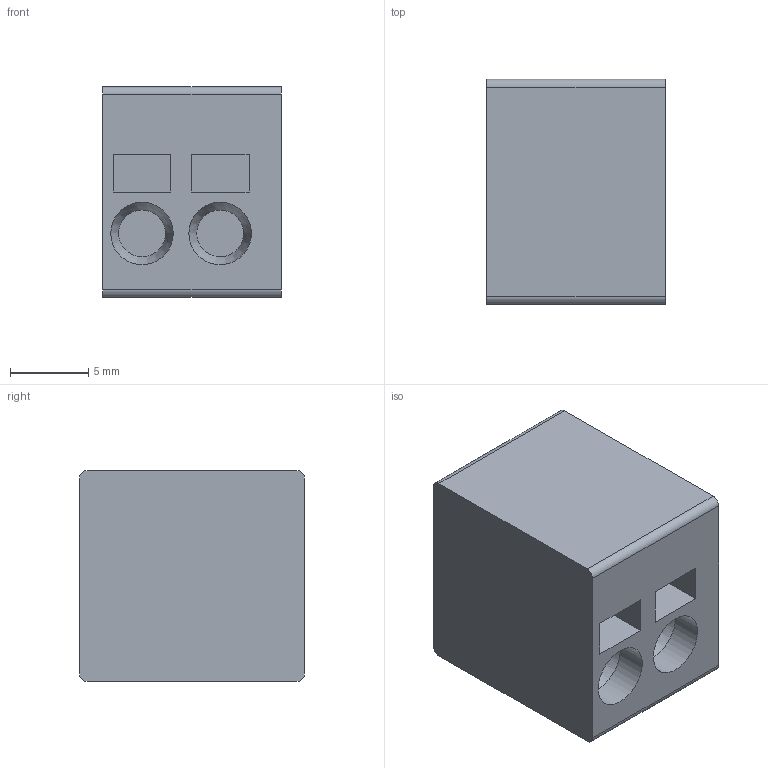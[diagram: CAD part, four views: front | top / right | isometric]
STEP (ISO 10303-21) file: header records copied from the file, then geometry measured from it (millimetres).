
FILE_DESCRIPTION(/* description */ ('model of PhoenixContact_SPT_2.5_2-H-5.0-EX_1x02_P5.0_Horizontal_1732386'),/* implementation_level */ '2;1');
FILE_NAME(/* name */ 'PhoenixContact_SPT_2.5_2-H-5.0-EX_1x02_P5.0_Horizontal_1732386.step',/* time_stamp */ '2020-09-21T11:44:48',/* author */ ('Joel',''),/* organization */ (''),/* preprocessor_version */ '',/* originating_system */ '',/* authorisation */ '');
FILE_SCHEMA(('AUTOMOTIVE_DESIGN { 1 0 10303 214 1 1 1 1 }'));
Length unit declared in the file: millimetre
Products named in the file (1): Shape0_6620180232469225
Bounding box: 11.4 x 14.4 x 13.5 mm (x, y, z)
Volume: 2079.7 mm3; surface area: 1165.1 mm2
Topology: 1 solids, 1 shells, 26 faces, 58 edges, 38 vertices
Faces by surface type: plane 18, cylinder 6, cone 2
Full cylindrical faces by diameter (mm): 4 x2
Entity records: 1513 total; most frequent: CARTESIAN_POINT 275, DIRECTION 236, LINE 148, VECTOR 148, ORIENTED_EDGE 116, PCURVE 116, DEFINITIONAL_REPRESENTATION 116, EDGE_CURVE 58
